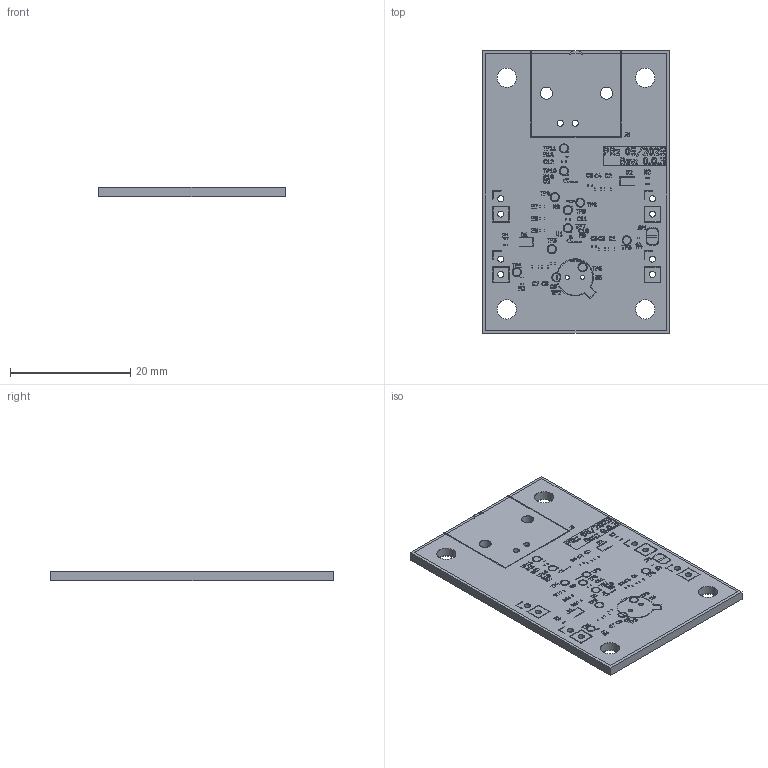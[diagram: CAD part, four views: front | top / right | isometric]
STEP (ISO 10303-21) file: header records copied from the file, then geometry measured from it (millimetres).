
FILE_DESCRIPTION(('KiCad electronic assembly'),'2;1');
FILE_NAME('OOS - optyczny odbiornik sygnalow.step','2025-05-07T20:48:23' ,('Pcbnew'),('Kicad'),'Open CASCADE STEP processor 7.6', 'KiCad to STEP converter','Unknown');
FILE_SCHEMA(('AUTOMOTIVE_DESIGN { 1 0 10303 214 1 1 1 1 }'));
Length unit declared in the file: millimetre
Products named in the file (4): OOS - optyczny odbiornik sygnalow 1; OOS - optyczny odbiornik sygnalow_silkscreen; OOS - optyczny odbiornik sygnalow_soldermask; OOS - optyczny odbiornik sygnalow_PCB
Assembly tree (3 placements, depth 2):
  OOS - optyczny odbiornik sygnalow 1
    OOS - optyczny odbiornik sygnalow_silkscreen
    OOS - optyczny odbiornik sygnalow_soldermask
    OOS - optyczny odbiornik sygnalow_PCB
Bounding box: 31 x 47 x 1.66 mm (x, y, z)
Volume: 2129 mm3; surface area: 5964.8 mm2
Topology: 1 solids, 205 shells, 228 faces, 3801 edges, 3779 vertices
Faces by surface type: plane 210, cylinder 18
Full cylindrical faces by diameter (mm): 0.7 x2, 1 x10, 2 x2, 3.2 x4
Entity records: 35446 total; most frequent: CARTESIAN_POINT 7812, DIRECTION 5200, ORIENTED_EDGE 3867, EDGE_CURVE 3801, VERTEX_POINT 3779, LINE 2866, VECTOR 2866, AXIS2_PLACEMENT_3D 1167
